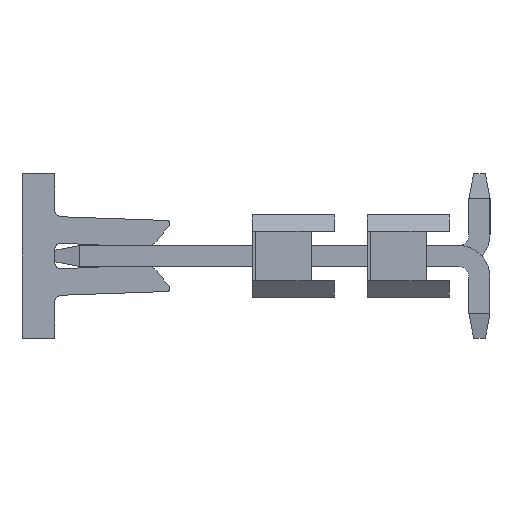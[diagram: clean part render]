
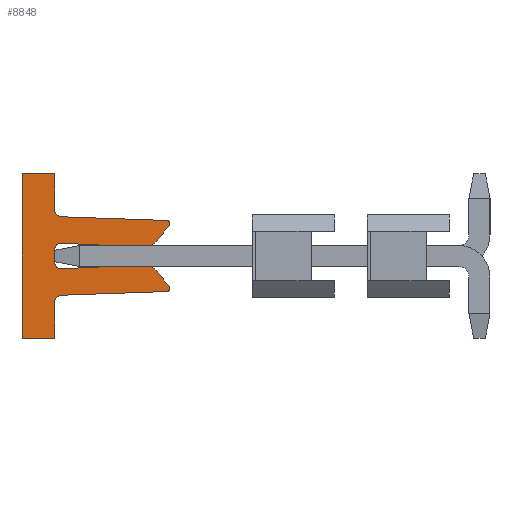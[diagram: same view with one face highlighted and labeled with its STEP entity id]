
A CAD part, left-side view. The second image highlights one B-rep face of the part: STEP entity #8848.
In plain terms, the highlighted planar face has unit normal (-1, 0, 0).
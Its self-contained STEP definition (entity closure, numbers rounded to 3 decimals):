
#8673=CARTESIAN_POINT('',(6.38,12.,0.));
#8674=DIRECTION('',(0.,0.,-1.));
#8675=DIRECTION('',(-1.,-0.,-0.));
#8676=AXIS2_PLACEMENT_3D('',#8673,#8675,#8674);
#8677=PLANE('',#8676);
#8678=CARTESIAN_POINT('',(6.38,8.597,-1.081));
#8679=VERTEX_POINT('',#8678);
#8680=CARTESIAN_POINT('',(6.38,8.523,-0.917));
#8681=VERTEX_POINT('',#8680);
#8682=CARTESIAN_POINT('',(6.38,8.6,-0.981));
#8683=DIRECTION('',(0.,-0.035,-0.999));
#8684=DIRECTION('',(-1.,0.,0.));
#8685=AXIS2_PLACEMENT_3D('',#8682,#8684,#8683);
#8686=CIRCLE('',#8685,0.1);
#8687=EDGE_CURVE('',#8679,#8681,#8686,.T.);
#8688=ORIENTED_EDGE('',*,*,#8687,.T.);
#8689=CARTESIAN_POINT('',(6.38,8.917,-0.448));
#8690=VERTEX_POINT('',#8689);
#8691=CARTESIAN_POINT('',(6.38,8.523,-0.917));
#8692=DIRECTION('',(0.,0.643,0.766));
#8693=VECTOR('',#8692,0.612);
#8694=LINE('',#8691,#8693);
#8695=EDGE_CURVE('',#8681,#8690,#8694,.T.);
#8696=ORIENTED_EDGE('',*,*,#8695,.T.);
#8697=CARTESIAN_POINT('',(6.38,9.324,-0.271));
#8698=VERTEX_POINT('',#8697);
#8699=CARTESIAN_POINT('',(6.38,9.3,-0.77));
#8700=DIRECTION('',(0.,-0.766,0.643));
#8701=DIRECTION('',(-1.,0.,0.));
#8702=AXIS2_PLACEMENT_3D('',#8699,#8701,#8700);
#8703=CIRCLE('',#8702,0.5);
#8704=EDGE_CURVE('',#8690,#8698,#8703,.T.);
#8705=ORIENTED_EDGE('',*,*,#8704,.T.);
#8706=CARTESIAN_POINT('',(6.38,11.79,-0.39));
#8707=VERTEX_POINT('',#8706);
#8708=CARTESIAN_POINT('',(6.38,9.324,-0.271));
#8709=DIRECTION('',(0.,0.999,-0.048));
#8710=VECTOR('',#8709,2.469);
#8711=LINE('',#8708,#8710);
#8712=EDGE_CURVE('',#8698,#8707,#8711,.T.);
#8713=ORIENTED_EDGE('',*,*,#8712,.T.);
#8714=CARTESIAN_POINT('',(6.38,12.,-0.19));
#8715=VERTEX_POINT('',#8714);
#8716=CARTESIAN_POINT('',(6.38,11.8,-0.19));
#8717=DIRECTION('',(0.,-0.048,-0.999));
#8718=DIRECTION('',(1.,0.,0.));
#8719=AXIS2_PLACEMENT_3D('',#8716,#8718,#8717);
#8720=CIRCLE('',#8719,0.2);
#8721=EDGE_CURVE('',#8707,#8715,#8720,.T.);
#8722=ORIENTED_EDGE('',*,*,#8721,.T.);
#8723=CARTESIAN_POINT('',(6.38,12.,0.19));
#8724=VERTEX_POINT('',#8723);
#8725=CARTESIAN_POINT('',(6.38,12.,-0.19));
#8726=DIRECTION('',(0.,0.,1.));
#8727=VECTOR('',#8726,0.38);
#8728=LINE('',#8725,#8727);
#8729=EDGE_CURVE('',#8715,#8724,#8728,.T.);
#8730=ORIENTED_EDGE('',*,*,#8729,.T.);
#8731=CARTESIAN_POINT('',(6.38,11.79,0.39));
#8732=VERTEX_POINT('',#8731);
#8733=CARTESIAN_POINT('',(6.38,11.8,0.19));
#8734=DIRECTION('',(0.,1.,0.));
#8735=DIRECTION('',(1.,0.,0.));
#8736=AXIS2_PLACEMENT_3D('',#8733,#8735,#8734);
#8737=CIRCLE('',#8736,0.2);
#8738=EDGE_CURVE('',#8724,#8732,#8737,.T.);
#8739=ORIENTED_EDGE('',*,*,#8738,.T.);
#8740=CARTESIAN_POINT('',(6.38,9.324,0.271));
#8741=VERTEX_POINT('',#8740);
#8742=CARTESIAN_POINT('',(6.38,11.79,0.39));
#8743=DIRECTION('',(0.,-0.999,-0.048));
#8744=VECTOR('',#8743,2.469);
#8745=LINE('',#8742,#8744);
#8746=EDGE_CURVE('',#8732,#8741,#8745,.T.);
#8747=ORIENTED_EDGE('',*,*,#8746,.T.);
#8748=CARTESIAN_POINT('',(6.38,8.917,0.448));
#8749=VERTEX_POINT('',#8748);
#8750=CARTESIAN_POINT('',(6.38,9.3,0.77));
#8751=DIRECTION('',(0.,0.048,-0.999));
#8752=DIRECTION('',(-1.,0.,0.));
#8753=AXIS2_PLACEMENT_3D('',#8750,#8752,#8751);
#8754=CIRCLE('',#8753,0.5);
#8755=EDGE_CURVE('',#8741,#8749,#8754,.T.);
#8756=ORIENTED_EDGE('',*,*,#8755,.T.);
#8757=CARTESIAN_POINT('',(6.38,8.523,0.917));
#8758=VERTEX_POINT('',#8757);
#8759=CARTESIAN_POINT('',(6.38,8.917,0.448));
#8760=DIRECTION('',(0.,-0.643,0.766));
#8761=VECTOR('',#8760,0.612);
#8762=LINE('',#8759,#8761);
#8763=EDGE_CURVE('',#8749,#8758,#8762,.T.);
#8764=ORIENTED_EDGE('',*,*,#8763,.T.);
#8765=CARTESIAN_POINT('',(6.38,8.597,1.081));
#8766=VERTEX_POINT('',#8765);
#8767=CARTESIAN_POINT('',(6.38,8.6,0.981));
#8768=DIRECTION('',(0.,-0.766,-0.643));
#8769=DIRECTION('',(-1.,0.,0.));
#8770=AXIS2_PLACEMENT_3D('',#8767,#8769,#8768);
#8771=CIRCLE('',#8770,0.1);
#8772=EDGE_CURVE('',#8758,#8766,#8771,.T.);
#8773=ORIENTED_EDGE('',*,*,#8772,.T.);
#8774=CARTESIAN_POINT('',(6.38,11.807,1.193));
#8775=VERTEX_POINT('',#8774);
#8776=CARTESIAN_POINT('',(6.38,8.597,1.081));
#8777=DIRECTION('',(0.,0.999,0.035));
#8778=VECTOR('',#8777,3.212);
#8779=LINE('',#8776,#8778);
#8780=EDGE_CURVE('',#8766,#8775,#8779,.T.);
#8781=ORIENTED_EDGE('',*,*,#8780,.T.);
#8782=CARTESIAN_POINT('',(6.38,12.,1.393));
#8783=VERTEX_POINT('',#8782);
#8784=CARTESIAN_POINT('',(6.38,11.8,1.393));
#8785=DIRECTION('',(0.,0.035,-0.999));
#8786=DIRECTION('',(1.,0.,0.));
#8787=AXIS2_PLACEMENT_3D('',#8784,#8786,#8785);
#8788=CIRCLE('',#8787,0.2);
#8789=EDGE_CURVE('',#8775,#8783,#8788,.T.);
#8790=ORIENTED_EDGE('',*,*,#8789,.T.);
#8791=CARTESIAN_POINT('',(6.38,12.,2.5));
#8792=VERTEX_POINT('',#8791);
#8793=CARTESIAN_POINT('',(6.38,12.,1.393));
#8794=DIRECTION('',(0.,0.,1.));
#8795=VECTOR('',#8794,1.107);
#8796=LINE('',#8793,#8795);
#8797=EDGE_CURVE('',#8783,#8792,#8796,.T.);
#8798=ORIENTED_EDGE('',*,*,#8797,.T.);
#8799=CARTESIAN_POINT('',(6.38,13.,2.5));
#8800=VERTEX_POINT('',#8799);
#8801=CARTESIAN_POINT('',(6.38,12.,2.5));
#8802=DIRECTION('',(0.,1.,0.));
#8803=VECTOR('',#8802,1.);
#8804=LINE('',#8801,#8803);
#8805=EDGE_CURVE('',#8792,#8800,#8804,.T.);
#8806=ORIENTED_EDGE('',*,*,#8805,.T.);
#8807=CARTESIAN_POINT('',(6.38,13.,-2.5));
#8808=VERTEX_POINT('',#8807);
#8809=CARTESIAN_POINT('',(6.38,13.,2.5));
#8810=DIRECTION('',(0.,0.,-1.));
#8811=VECTOR('',#8810,5.);
#8812=LINE('',#8809,#8811);
#8813=EDGE_CURVE('',#8800,#8808,#8812,.T.);
#8814=ORIENTED_EDGE('',*,*,#8813,.T.);
#8815=CARTESIAN_POINT('',(6.38,12.,-2.5));
#8816=VERTEX_POINT('',#8815);
#8817=CARTESIAN_POINT('',(6.38,13.,-2.5));
#8818=DIRECTION('',(0.,-1.,0.));
#8819=VECTOR('',#8818,1.);
#8820=LINE('',#8817,#8819);
#8821=EDGE_CURVE('',#8808,#8816,#8820,.T.);
#8822=ORIENTED_EDGE('',*,*,#8821,.T.);
#8823=CARTESIAN_POINT('',(6.38,12.,-1.393));
#8824=VERTEX_POINT('',#8823);
#8825=CARTESIAN_POINT('',(6.38,12.,-2.5));
#8826=DIRECTION('',(0.,0.,1.));
#8827=VECTOR('',#8826,1.107);
#8828=LINE('',#8825,#8827);
#8829=EDGE_CURVE('',#8816,#8824,#8828,.T.);
#8830=ORIENTED_EDGE('',*,*,#8829,.T.);
#8831=CARTESIAN_POINT('',(6.38,11.807,-1.193));
#8832=VERTEX_POINT('',#8831);
#8833=CARTESIAN_POINT('',(6.38,11.8,-1.393));
#8834=DIRECTION('',(0.,1.,0.));
#8835=DIRECTION('',(1.,0.,0.));
#8836=AXIS2_PLACEMENT_3D('',#8833,#8835,#8834);
#8837=CIRCLE('',#8836,0.2);
#8838=EDGE_CURVE('',#8824,#8832,#8837,.T.);
#8839=ORIENTED_EDGE('',*,*,#8838,.T.);
#8840=CARTESIAN_POINT('',(6.38,11.807,-1.193));
#8841=DIRECTION('',(0.,-0.999,0.035));
#8842=VECTOR('',#8841,3.212);
#8843=LINE('',#8840,#8842);
#8844=EDGE_CURVE('',#8832,#8679,#8843,.T.);
#8845=ORIENTED_EDGE('',*,*,#8844,.T.);
#8846=EDGE_LOOP('',(#8688,#8696,#8705,#8713,#8722,#8730,#8739,#8747,#8756,#8764,#8773,#8781,#8790,#8798,#8806,#8814,#8822,#8830,#8839,#8845));
#8847=FACE_OUTER_BOUND('',#8846,.T.);
#8848=ADVANCED_FACE('',(#8847),#8677,.T.);
